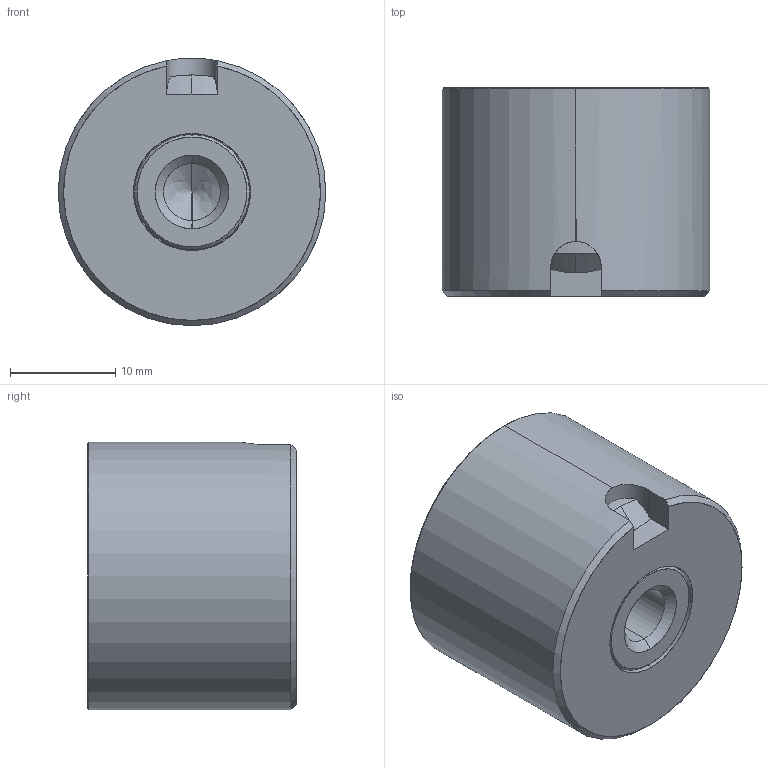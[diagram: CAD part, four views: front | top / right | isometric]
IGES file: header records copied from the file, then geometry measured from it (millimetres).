
Start section: SolidWorks IGES file using analytic representation for surfaces
Global section: file name: EM100 .25-28 Rear Tapped Generic Model.IGS; native system: SolidWorks 2023; preprocessor: SolidWorks 2023; author: DavidPromnitz; date: 240118.085959; units: inch
Bounding box: 25.4 x 19.81 x 25.4 mm (x, y, z)
Surface area: 3145.6 mm2 (no closed solid volume)
Topology: 0 solids, 0 shells, 45 faces, 613 edges, 611 vertices
Faces by surface type: revolution 33, bspline 12
